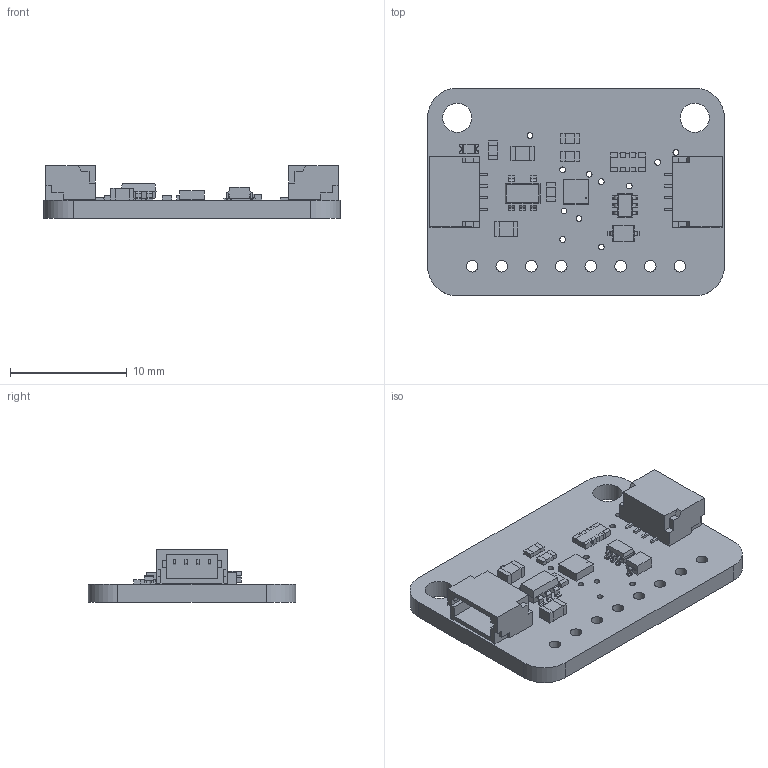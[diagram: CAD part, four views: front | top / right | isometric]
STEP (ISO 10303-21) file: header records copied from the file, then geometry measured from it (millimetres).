
FILE_DESCRIPTION(/* description */ (''),/* implementation_level */ '2;1');
FILE_NAME(/* name */ 'Adafruit BMP388 QT.step',/* time_stamp */ '2023-05-09T11:54:38-04:00',/* author */ (''),/* organization */ (''),/* preprocessor_version */ 'ST-DEVELOPER v19.2',/* originating_system */ 'Autodesk Translation Framework v12.4.0.73',/* authorisation */ '');
FILE_SCHEMA (('AUTOMOTIVE_DESIGN { 1 0 10303 214 3 1 1 }'));
Length unit declared in the file: millimetre
Products named in the file (12): Adafruit BMP388 QT; PCB Component; Board; 10K; 1N4148; BMP388; 10uF; AP2112K-3.3; 10K_1; BSS138; STEMMA_I2C_QT; GREEN
Assembly tree (16 placements, depth 3):
  Adafruit BMP388 QT
    PCB Component
      Board
      10K  x4
      1N4148
      BMP388
      10uF  x2
      AP2112K-3.3
      10K_1
      BSS138
      STEMMA_I2C_QT  x2
      GREEN
Bounding box: 25.4 x 17.78 x 4.53 mm (x, y, z)
Volume: 782.6 mm3; surface area: 1553 mm2
Topology: 30 solids, 30 shells, 704 faces, 1844 edges, 1210 vertices
Faces by surface type: plane 612, cylinder 88, bspline 4
Full cylindrical faces by diameter (mm): 0.103 x1, 0.483 x5, 0.5 x12, 1 x8, 2.5 x2
Entity records: 17986 total; most frequent: CARTESIAN_POINT 3063, ORIENTED_EDGE 2912, DIRECTION 2806, EDGE_CURVE 1456, LINE 1272, VECTOR 1272, VERTEX_POINT 952, AXIS2_PLACEMENT_3D 767
